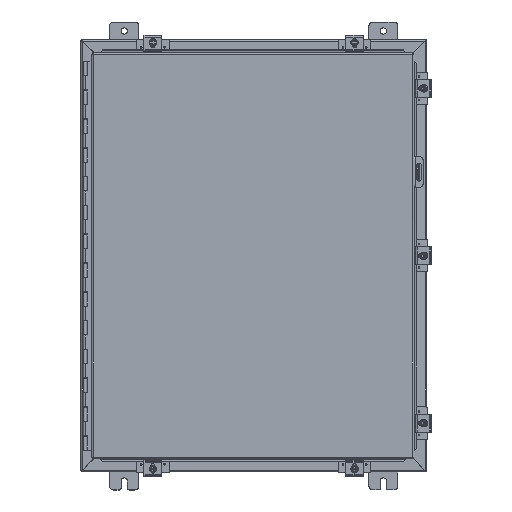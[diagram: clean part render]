
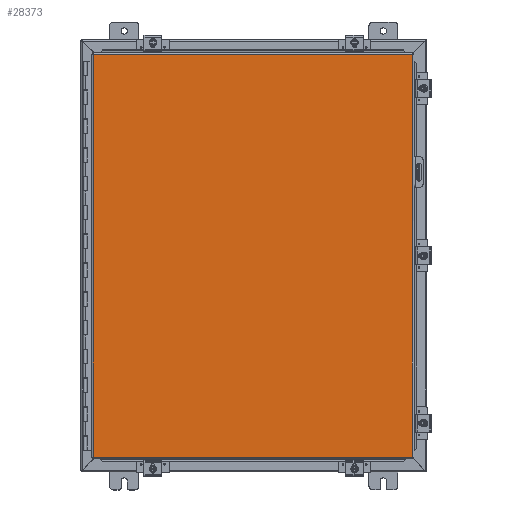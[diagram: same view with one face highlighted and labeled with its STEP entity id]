
A CAD part, top view. The second image highlights one B-rep face of the part: STEP entity #28373.
In plain terms, the highlighted face is planar.
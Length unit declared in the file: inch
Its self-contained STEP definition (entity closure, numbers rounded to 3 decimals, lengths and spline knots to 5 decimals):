
#119 = DIRECTION ( 'NONE',  ( 0., 0., 1. ) ) ;
#238 = LINE ( 'NONE', #3109, #8333 ) ;
#281 = LINE ( 'NONE', #29019, #36107 ) ;
#319 = CARTESIAN_POINT ( 'NONE',  ( 0., 0., 0. ) ) ;
#1813 = ORIENTED_EDGE ( 'NONE', *, *, #19088, .T. ) ;
#2529 = VECTOR ( 'NONE', #38567, 39.37008 ) ;
#2777 = DIRECTION ( 'NONE',  ( 0., 1., 0. ) ) ;
#3109 = CARTESIAN_POINT ( 'NONE',  ( -11.08225, -13.9885, 0. ) ) ;
#3683 = FACE_OUTER_BOUND ( 'NONE', #6429, .T. ) ;
#3707 = ORIENTED_EDGE ( 'NONE', *, *, #20660, .T. ) ;
#6429 = EDGE_LOOP ( 'NONE', ( #9752, #7176, #3707, #1813 ) ) ;
#7176 = ORIENTED_EDGE ( 'NONE', *, *, #29044, .T. ) ;
#7533 = PLANE ( 'NONE',  #20351 ) ;
#8215 = CARTESIAN_POINT ( 'NONE',  ( 11.08225, 13.9885, 0. ) ) ;
#8333 = VECTOR ( 'NONE', #2777, 39.37008 ) ;
#9752 = ORIENTED_EDGE ( 'NONE', *, *, #21556, .T. ) ;
#11366 = LINE ( 'NONE', #27323, #28529 ) ;
#19088 = EDGE_CURVE ( 'NONE', #39096, #30109, #11366, .T. ) ;
#20351 = AXIS2_PLACEMENT_3D ( 'NONE', #319, #119, #31140 ) ;
#20660 = EDGE_CURVE ( 'NONE', #26346, #39096, #39578, .T. ) ;
#21556 = EDGE_CURVE ( 'NONE', #30109, #31288, #238, .T. ) ;
#25857 = CARTESIAN_POINT ( 'NONE',  ( 11.08225, 13.9885, 0. ) ) ;
#26346 = VERTEX_POINT ( 'NONE', #25857 ) ;
#27237 = DIRECTION ( 'NONE',  ( -1., 0., 0. ) ) ;
#27323 = CARTESIAN_POINT ( 'NONE',  ( 11.08225, -13.9885, 0. ) ) ;
#28373 = ADVANCED_FACE ( 'NONE', ( #3683 ), #7533, .F. ) ;
#28529 = VECTOR ( 'NONE', #27237, 39.37008 ) ;
#28735 = DIRECTION ( 'NONE',  ( 1., 0., 0. ) ) ;
#29019 = CARTESIAN_POINT ( 'NONE',  ( -11.08225, 13.9885, 0. ) ) ;
#29044 = EDGE_CURVE ( 'NONE', #31288, #26346, #281, .T. ) ;
#29077 = CARTESIAN_POINT ( 'NONE',  ( -11.08225, 13.9885, 0. ) ) ;
#29860 = CARTESIAN_POINT ( 'NONE',  ( 11.08225, -13.9885, 0. ) ) ;
#30109 = VERTEX_POINT ( 'NONE', #30559 ) ;
#30559 = CARTESIAN_POINT ( 'NONE',  ( -11.08225, -13.9885, 0. ) ) ;
#31140 = DIRECTION ( 'NONE',  ( 1., 0., 0. ) ) ;
#31288 = VERTEX_POINT ( 'NONE', #29077 ) ;
#36107 = VECTOR ( 'NONE', #28735, 39.37008 ) ;
#38567 = DIRECTION ( 'NONE',  ( 0., -1., 0. ) ) ;
#39096 = VERTEX_POINT ( 'NONE', #29860 ) ;
#39578 = LINE ( 'NONE', #8215, #2529 ) ;
